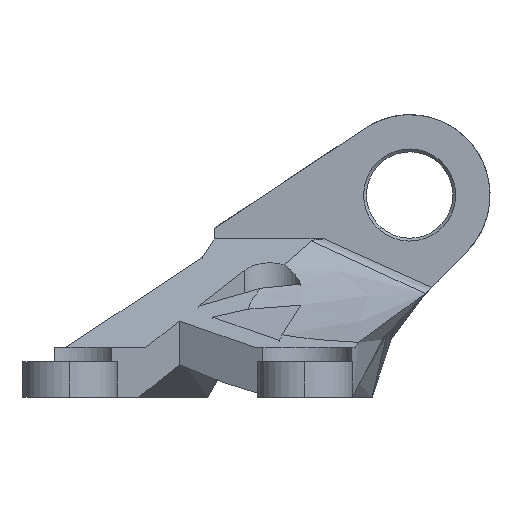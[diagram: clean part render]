
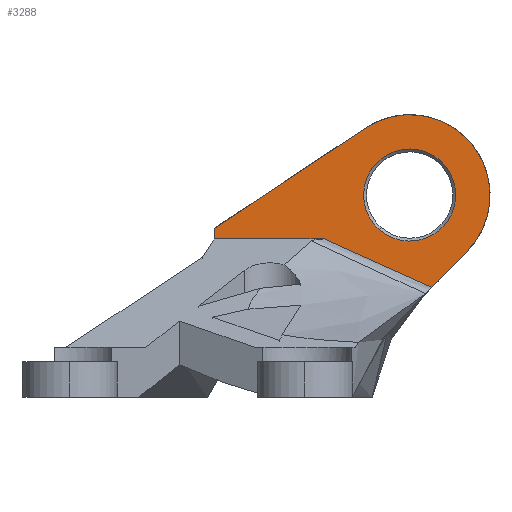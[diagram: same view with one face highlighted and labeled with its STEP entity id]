
A CAD part, left-side view. The second image highlights one B-rep face of the part: STEP entity #3288.
In plain terms, the highlighted planar face has unit normal (-1, 0, 0).
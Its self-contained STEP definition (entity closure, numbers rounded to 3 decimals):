
#708=CARTESIAN_POINT('Vertex',(-18.098,45.794,37.348)) ;
#711=CARTESIAN_POINT('Line Origine',(-18.098,29.089,48.442)) ;
#715=CARTESIAN_POINT('Vertex',(-18.098,12.384,59.536)) ;
#855=CARTESIAN_POINT('Axis2P3D Location',(-18.098,2.548,44.725)) ;
#859=CARTESIAN_POINT('Vertex',(-18.098,-10.162,32.291)) ;
#1273=CARTESIAN_POINT('Vertex',(-18.098,-4.205,52.358)) ;
#1276=CARTESIAN_POINT('Axis2P3D Location',(-18.098,2.548,44.725)) ;
#1280=CARTESIAN_POINT('Vertex',(-18.098,9.301,37.091)) ;
#1300=CARTESIAN_POINT('Axis2P3D Location',(-18.098,2.548,44.725)) ;
#1417=CARTESIAN_POINT('Vertex',(-18.098,45.794,35.)) ;
#1577=CARTESIAN_POINT('Vertex',(-18.098,21.479,35.)) ;
#1580=CARTESIAN_POINT('Line Origine',(-18.098,33.637,35.)) ;
#1826=CARTESIAN_POINT('Vertex',(-18.098,-2.346,24.301)) ;
#2909=CARTESIAN_POINT('Control Point',(-18.098,21.479,35.)) ;
#2910=CARTESIAN_POINT('Control Point',(-18.098,19.743,34.214)) ;
#2911=CARTESIAN_POINT('Control Point',(-18.098,18.007,33.428)) ;
#2912=CARTESIAN_POINT('Control Point',(-18.098,16.271,32.644)) ;
#2913=CARTESIAN_POINT('Control Point',(-18.098,11.512,30.498)) ;
#2914=CARTESIAN_POINT('Control Point',(-18.098,6.748,28.359)) ;
#2915=CARTESIAN_POINT('Control Point',(-18.098,3.72,27.003)) ;
#2916=CARTESIAN_POINT('Control Point',(-18.098,0.689,25.65)) ;
#2917=CARTESIAN_POINT('Control Point',(-18.098,-2.346,24.301)) ;
#3261=CARTESIAN_POINT('Axis2P3D Location',(-18.098,2.548,44.725)) ;
#3266=CARTESIAN_POINT('Line Origine',(-18.098,45.794,36.174)) ;
#3271=CARTESIAN_POINT('Line Origine',(-18.098,-6.254,28.296)) ;
#712=DIRECTION('Vector Direction',(0.,0.833,-0.553)) ;
#856=DIRECTION('Axis2P3D Direction',(1.,0.,0.)) ;
#1277=DIRECTION('Axis2P3D Direction',(-1.,0.,0.)) ;
#1301=DIRECTION('Axis2P3D Direction',(-1.,0.,0.)) ;
#1581=DIRECTION('Vector Direction',(0.,-1.,0.)) ;
#3262=DIRECTION('Axis2P3D Direction',(-1.,0.,0.)) ;
#3263=DIRECTION('Axis2P3D XDirection',(0.,-0.663,0.749)) ;
#3267=DIRECTION('Vector Direction',(0.,0.,1.)) ;
#3272=DIRECTION('Vector Direction',(0.,-0.699,0.715)) ;
#857=AXIS2_PLACEMENT_3D('Circle Axis2P3D',#855,#856,$) ;
#1278=AXIS2_PLACEMENT_3D('Circle Axis2P3D',#1276,#1277,$) ;
#1302=AXIS2_PLACEMENT_3D('Circle Axis2P3D',#1300,#1301,$) ;
#3264=AXIS2_PLACEMENT_3D('Plane Axis2P3D',#3261,#3262,#3263) ;
#3277=ORIENTED_EDGE('',*,*,#861,.T.) ;
#3278=ORIENTED_EDGE('',*,*,#717,.T.) ;
#3279=ORIENTED_EDGE('',*,*,#3270,.F.) ;
#3280=ORIENTED_EDGE('',*,*,#1584,.T.) ;
#3281=ORIENTED_EDGE('',*,*,#2918,.T.) ;
#3282=ORIENTED_EDGE('',*,*,#3275,.T.) ;
#3285=ORIENTED_EDGE('',*,*,#1304,.F.) ;
#3286=ORIENTED_EDGE('',*,*,#1282,.F.) ;
#3287=FACE_BOUND('',#3284,.T.) ;
#713=VECTOR('Line Direction',#712,1.) ;
#1582=VECTOR('Line Direction',#1581,1.) ;
#3268=VECTOR('Line Direction',#3267,1.) ;
#3273=VECTOR('Line Direction',#3272,1.) ;
#3288=ADVANCED_FACE('Corps principal',(#3283,#3287),#3265,.T.) ;
#2908=B_SPLINE_CURVE_WITH_KNOTS('',5,(#2909,#2910,#2911,#2912,#2913,#2914,#2915,#2916,#2917),.UNSPECIFIED.,.F.,.U.,(6,3,6),(39.312,52.778,76.22),.UNSPECIFIED.) ;
#858=CIRCLE('generated circle',#857,17.78) ;
#1279=CIRCLE('generated circle',#1278,10.192) ;
#1303=CIRCLE('generated circle',#1302,10.192) ;
#717=EDGE_CURVE('',#716,#709,#714,.T.) ;
#861=EDGE_CURVE('',#860,#716,#858,.F.) ;
#1282=EDGE_CURVE('',#1274,#1281,#1279,.T.) ;
#1304=EDGE_CURVE('',#1281,#1274,#1303,.T.) ;
#1584=EDGE_CURVE('',#1418,#1578,#1583,.T.) ;
#2918=EDGE_CURVE('',#1578,#1827,#2908,.T.) ;
#3270=EDGE_CURVE('',#1418,#709,#3269,.T.) ;
#3275=EDGE_CURVE('',#1827,#860,#3274,.T.) ;
#3276=EDGE_LOOP('',(#3277,#3278,#3279,#3280,#3281,#3282)) ;
#3284=EDGE_LOOP('',(#3285,#3286)) ;
#3283=FACE_OUTER_BOUND('',#3276,.T.) ;
#714=LINE('Line',#711,#713) ;
#1583=LINE('Line',#1580,#1582) ;
#3269=LINE('Line',#3266,#3268) ;
#3274=LINE('Line',#3271,#3273) ;
#3265=PLANE('Plane',#3264) ;
#709=VERTEX_POINT('',#708) ;
#716=VERTEX_POINT('',#715) ;
#860=VERTEX_POINT('',#859) ;
#1274=VERTEX_POINT('',#1273) ;
#1281=VERTEX_POINT('',#1280) ;
#1418=VERTEX_POINT('',#1417) ;
#1578=VERTEX_POINT('',#1577) ;
#1827=VERTEX_POINT('',#1826) ;
